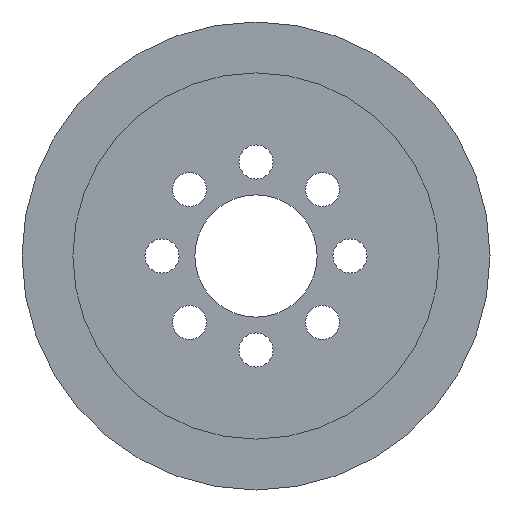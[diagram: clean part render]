
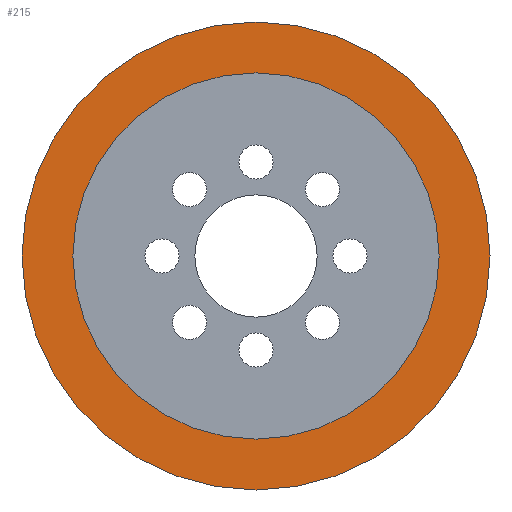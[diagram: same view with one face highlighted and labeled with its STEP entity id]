
A CAD part, front view. The second image highlights one B-rep face of the part: STEP entity #215.
In plain terms, the highlighted planar face has unit normal (0, -1, 0).
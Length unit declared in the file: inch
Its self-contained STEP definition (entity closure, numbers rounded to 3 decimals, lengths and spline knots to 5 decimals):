
#37 = CARTESIAN_POINT ( 'NONE',  ( 0., 0., 0. ) ) ;
#77 = ORIENTED_EDGE ( 'NONE', *, *, #197, .T. ) ;
#79 = AXIS2_PLACEMENT_3D ( 'NONE', #406, #942, #483 ) ;
#121 = VERTEX_POINT ( 'NONE', #413 ) ;
#132 = DIRECTION ( 'NONE',  ( 0., 0., 1. ) ) ;
#133 = DIRECTION ( 'NONE',  ( 0., 1., 0. ) ) ;
#144 = CARTESIAN_POINT ( 'NONE',  ( 0., 0., 0.75 ) ) ;
#168 = EDGE_LOOP ( 'NONE', ( #77, #291 ) ) ;
#197 = EDGE_CURVE ( 'NONE', #371, #341, #249, .T. ) ;
#215 = ADVANCED_FACE ( 'NONE', ( #651, #625 ), #824, .F. ) ;
#249 = CIRCLE ( 'NONE', #325, 0.75 ) ;
#262 = EDGE_CURVE ( 'NONE', #121, #918, #991, .T. ) ;
#291 = ORIENTED_EDGE ( 'NONE', *, *, #797, .T. ) ;
#304 = CIRCLE ( 'NONE', #79, 0.9585 ) ;
#318 = EDGE_LOOP ( 'NONE', ( #645, #467 ) ) ;
#325 = AXIS2_PLACEMENT_3D ( 'NONE', #977, #509, #132 ) ;
#341 = VERTEX_POINT ( 'NONE', #144 ) ;
#354 = DIRECTION ( 'NONE',  ( 0., 1., 0. ) ) ;
#362 = CARTESIAN_POINT ( 'NONE',  ( 0., 0., 0. ) ) ;
#371 = VERTEX_POINT ( 'NONE', #801 ) ;
#406 = CARTESIAN_POINT ( 'NONE',  ( 0., 0., 0. ) ) ;
#413 = CARTESIAN_POINT ( 'NONE',  ( 0., 0., 0.9585 ) ) ;
#463 = DIRECTION ( 'NONE',  ( 0., 0., 1. ) ) ;
#467 = ORIENTED_EDGE ( 'NONE', *, *, #262, .F. ) ;
#483 = DIRECTION ( 'NONE',  ( 0., 0., 1. ) ) ;
#502 = DIRECTION ( 'NONE',  ( 0., 1., 0. ) ) ;
#509 = DIRECTION ( 'NONE',  ( 0., 1., 0. ) ) ;
#531 = AXIS2_PLACEMENT_3D ( 'NONE', #362, #354, #463 ) ;
#536 = AXIS2_PLACEMENT_3D ( 'NONE', #596, #133, #665 ) ;
#543 = EDGE_CURVE ( 'NONE', #918, #121, #304, .T. ) ;
#580 = AXIS2_PLACEMENT_3D ( 'NONE', #37, #502, #887 ) ;
#596 = CARTESIAN_POINT ( 'NONE',  ( 0., 0., 0. ) ) ;
#625 = FACE_BOUND ( 'NONE', #168, .T. ) ;
#645 = ORIENTED_EDGE ( 'NONE', *, *, #543, .F. ) ;
#651 = FACE_OUTER_BOUND ( 'NONE', #318, .T. ) ;
#653 = CIRCLE ( 'NONE', #536, 0.75 ) ;
#665 = DIRECTION ( 'NONE',  ( 0., 0., 1. ) ) ;
#775 = CARTESIAN_POINT ( 'NONE',  ( 0., 0., -0.9585 ) ) ;
#797 = EDGE_CURVE ( 'NONE', #341, #371, #653, .T. ) ;
#801 = CARTESIAN_POINT ( 'NONE',  ( 0., 0., -0.75 ) ) ;
#824 = PLANE ( 'NONE',  #531 ) ;
#887 = DIRECTION ( 'NONE',  ( 0., 0., 1. ) ) ;
#918 = VERTEX_POINT ( 'NONE', #775 ) ;
#942 = DIRECTION ( 'NONE',  ( 0., 1., 0. ) ) ;
#977 = CARTESIAN_POINT ( 'NONE',  ( 0., 0., 0. ) ) ;
#991 = CIRCLE ( 'NONE', #580, 0.9585 ) ;
